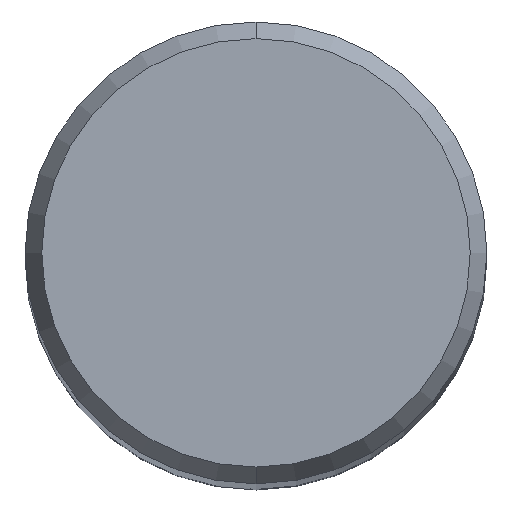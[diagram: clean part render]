
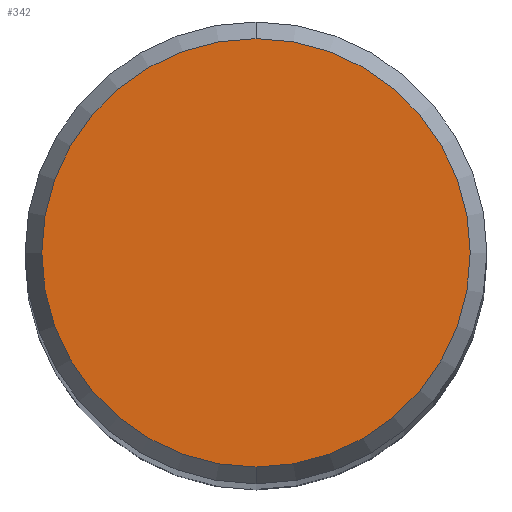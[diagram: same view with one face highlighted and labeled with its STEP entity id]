
A CAD part, top view. The second image highlights one B-rep face of the part: STEP entity #342.
In plain terms, the highlighted planar face has unit normal (0, 0, 1).
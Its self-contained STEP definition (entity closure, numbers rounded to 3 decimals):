
#228=VERTEX_POINT('',#564);
#238=EDGE_CURVE('',#228,#258,#577,.T.);
#258=VERTEX_POINT('',#598);
#342=ADVANCED_FACE('',(#692),#693,.T.);
#366=EDGE_CURVE('',#258,#228,#721,.T.);
#564=CARTESIAN_POINT('',(0.0,5.892,0.0));
#577=CIRCLE('',#1009,5.892);
#598=CARTESIAN_POINT('',(0.,-5.892,0.0));
#692=FACE_OUTER_BOUND('',#1285,.T.);
#693=PLANE('',#1286);
#721=CIRCLE('',#1321,5.892);
#1009=AXIS2_PLACEMENT_3D('',#1687,#1688,#1689);
#1285=EDGE_LOOP('',(#1821,#1822));
#1286=AXIS2_PLACEMENT_3D('',#1823,#1824,#1825);
#1321=AXIS2_PLACEMENT_3D('',#1866,#1867,#1868);
#1687=CARTESIAN_POINT('',(0.0,0.0,0.0));
#1688=DIRECTION('',(0.0,0.0,-1.0));
#1689=DIRECTION('',(0.0,1.0,0.0));
#1821=ORIENTED_EDGE('',*,*,#238,.F.);
#1822=ORIENTED_EDGE('',*,*,#366,.F.);
#1823=CARTESIAN_POINT('',(0.0,2.946,0.0));
#1824=DIRECTION('',(-0.0,0.0,1.0));
#1825=DIRECTION('',(0.0,-1.0,0.0));
#1866=CARTESIAN_POINT('',(0.0,0.0,0.0));
#1867=DIRECTION('',(0.0,0.0,-1.0));
#1868=DIRECTION('',(0.0,1.0,0.0));
